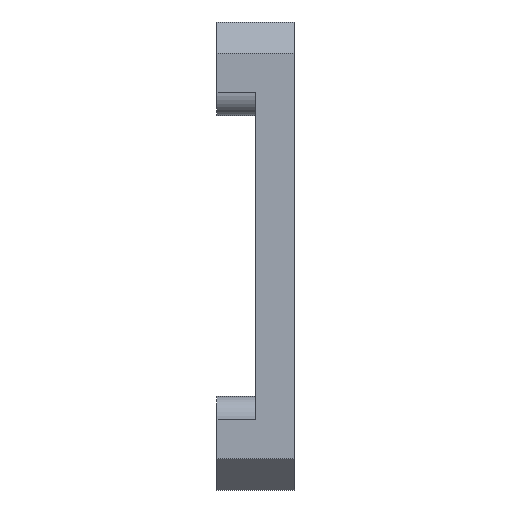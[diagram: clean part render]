
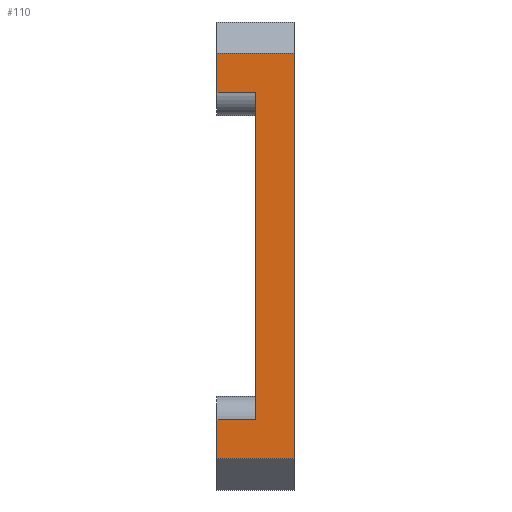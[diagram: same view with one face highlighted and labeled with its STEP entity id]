
A CAD part, left-side view. The second image highlights one B-rep face of the part: STEP entity #110.
In plain terms, the highlighted planar face has unit normal (-1, 0, 0).
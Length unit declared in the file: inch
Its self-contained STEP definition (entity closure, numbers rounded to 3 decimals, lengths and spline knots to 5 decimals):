
#75 = CARTESIAN_POINT ( 'NONE',  ( -0.75, 0.125, -0.75 ) ) ;
#81 = EDGE_CURVE ( 'NONE', #968, #847, #1286, .T. ) ;
#102 = ORIENTED_EDGE ( 'NONE', *, *, #1466, .T. ) ;
#110 = ADVANCED_FACE ( 'NONE', ( #1139 ), #1765, .F. ) ;
#127 = DIRECTION ( 'NONE',  ( 0., 0., -1. ) ) ;
#130 = VECTOR ( 'NONE', #824, 39.37008 ) ;
#131 = CARTESIAN_POINT ( 'NONE',  ( -0.75, 0., -0.75 ) ) ;
#134 = LINE ( 'NONE', #1458, #2069 ) ;
#289 = ORIENTED_EDGE ( 'NONE', *, *, #81, .T. ) ;
#290 = ORIENTED_EDGE ( 'NONE', *, *, #1289, .T. ) ;
#311 = LINE ( 'NONE', #1334, #506 ) ;
#363 = ORIENTED_EDGE ( 'NONE', *, *, #2056, .F. ) ;
#396 = DIRECTION ( 'NONE',  ( 0., 0., 1. ) ) ;
#469 = CARTESIAN_POINT ( 'NONE',  ( -0.75, 0.125, -0.525 ) ) ;
#506 = VECTOR ( 'NONE', #1791, 39.37008 ) ;
#582 = VERTEX_POINT ( 'NONE', #1078 ) ;
#633 = LINE ( 'NONE', #131, #130 ) ;
#677 = VECTOR ( 'NONE', #2074, 39.37008 ) ;
#721 = VECTOR ( 'NONE', #396, 39.37008 ) ;
#795 = CARTESIAN_POINT ( 'NONE',  ( -0.75, 0.125, 0.65 ) ) ;
#824 = DIRECTION ( 'NONE',  ( 0., 0., 1. ) ) ;
#847 = VERTEX_POINT ( 'NONE', #1417 ) ;
#856 = EDGE_CURVE ( 'NONE', #1511, #847, #2046, .T. ) ;
#866 = CARTESIAN_POINT ( 'NONE',  ( -0.75, 0., 0.65 ) ) ;
#899 = EDGE_CURVE ( 'NONE', #1682, #582, #311, .T. ) ;
#968 = VERTEX_POINT ( 'NONE', #866 ) ;
#991 = ORIENTED_EDGE ( 'NONE', *, *, #856, .F. ) ;
#995 = ORIENTED_EDGE ( 'NONE', *, *, #1194, .T. ) ;
#1031 = LINE ( 'NONE', #1651, #1639 ) ;
#1059 = CARTESIAN_POINT ( 'NONE',  ( -0.75, 0.125, 0.525 ) ) ;
#1076 = ORIENTED_EDGE ( 'NONE', *, *, #899, .F. ) ;
#1078 = CARTESIAN_POINT ( 'NONE',  ( -0.75, 0.25, -0.525 ) ) ;
#1084 = CARTESIAN_POINT ( 'NONE',  ( -0.75, 0.25, 0. ) ) ;
#1111 = VERTEX_POINT ( 'NONE', #1936 ) ;
#1117 = DIRECTION ( 'NONE',  ( 0., 1., 0. ) ) ;
#1138 = AXIS2_PLACEMENT_3D ( 'NONE', #1790, #1353, #127 ) ;
#1139 = FACE_OUTER_BOUND ( 'NONE', #1457, .T. ) ;
#1157 = VECTOR ( 'NONE', #1229, 39.37008 ) ;
#1186 = CARTESIAN_POINT ( 'NONE',  ( -0.75, 0.25, -0.65 ) ) ;
#1194 = EDGE_CURVE ( 'NONE', #1574, #582, #134, .T. ) ;
#1229 = DIRECTION ( 'NONE',  ( 0., -1., 0. ) ) ;
#1239 = VERTEX_POINT ( 'NONE', #1505 ) ;
#1279 = ORIENTED_EDGE ( 'NONE', *, *, #2084, .T. ) ;
#1286 = LINE ( 'NONE', #795, #2117 ) ;
#1289 = EDGE_CURVE ( 'NONE', #1682, #1239, #1031, .T. ) ;
#1334 = CARTESIAN_POINT ( 'NONE',  ( -0.75, 0.25, 0. ) ) ;
#1353 = DIRECTION ( 'NONE',  ( 1., 0., 0. ) ) ;
#1372 = DIRECTION ( 'NONE',  ( 0., -1., 0. ) ) ;
#1394 = LINE ( 'NONE', #1059, #1157 ) ;
#1409 = LINE ( 'NONE', #75, #721 ) ;
#1417 = CARTESIAN_POINT ( 'NONE',  ( -0.75, 0.25, 0.65 ) ) ;
#1457 = EDGE_LOOP ( 'NONE', ( #991, #1279, #363, #995, #1076, #290, #102, #289 ) ) ;
#1458 = CARTESIAN_POINT ( 'NONE',  ( -0.75, 0.125, -0.525 ) ) ;
#1466 = EDGE_CURVE ( 'NONE', #1239, #968, #633, .T. ) ;
#1505 = CARTESIAN_POINT ( 'NONE',  ( -0.75, 0., -0.65 ) ) ;
#1511 = VERTEX_POINT ( 'NONE', #1600 ) ;
#1574 = VERTEX_POINT ( 'NONE', #469 ) ;
#1600 = CARTESIAN_POINT ( 'NONE',  ( -0.75, 0.25, 0.525 ) ) ;
#1639 = VECTOR ( 'NONE', #1372, 39.37008 ) ;
#1651 = CARTESIAN_POINT ( 'NONE',  ( -0.75, 0.125, -0.65 ) ) ;
#1682 = VERTEX_POINT ( 'NONE', #1186 ) ;
#1765 = PLANE ( 'NONE',  #1138 ) ;
#1790 = CARTESIAN_POINT ( 'NONE',  ( -0.75, 0.125, -0.75 ) ) ;
#1791 = DIRECTION ( 'NONE',  ( 0., 0., 1. ) ) ;
#1936 = CARTESIAN_POINT ( 'NONE',  ( -0.75, 0.125, 0.525 ) ) ;
#2046 = LINE ( 'NONE', #1084, #677 ) ;
#2056 = EDGE_CURVE ( 'NONE', #1574, #1111, #1409, .T. ) ;
#2069 = VECTOR ( 'NONE', #2114, 39.37008 ) ;
#2074 = DIRECTION ( 'NONE',  ( 0., 0., 1. ) ) ;
#2084 = EDGE_CURVE ( 'NONE', #1511, #1111, #1394, .T. ) ;
#2114 = DIRECTION ( 'NONE',  ( 0., 1., 0. ) ) ;
#2117 = VECTOR ( 'NONE', #1117, 39.37008 ) ;
